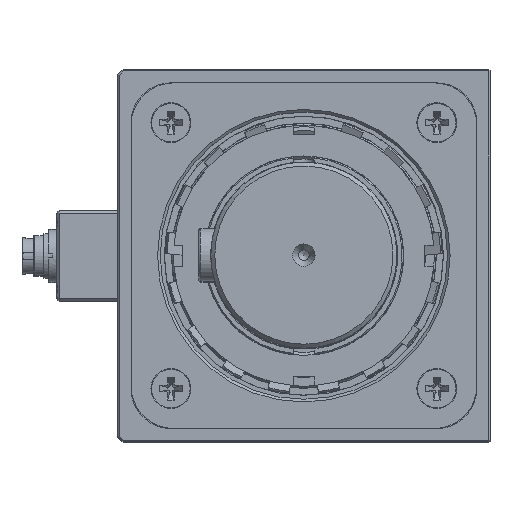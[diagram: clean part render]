
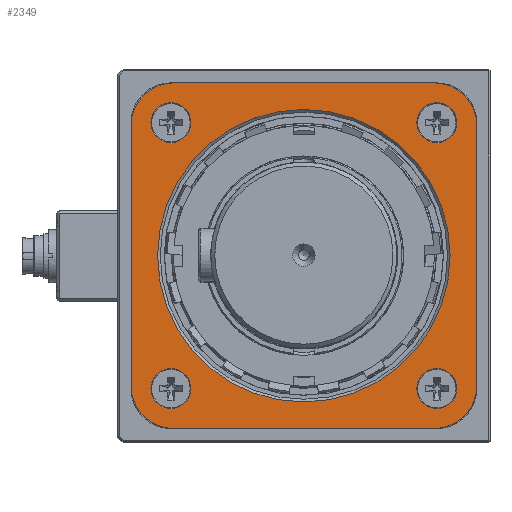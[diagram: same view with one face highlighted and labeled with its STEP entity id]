
A CAD part, top view. The second image highlights one B-rep face of the part: STEP entity #2349.
In plain terms, the highlighted planar face has unit normal (0, 0, 1).
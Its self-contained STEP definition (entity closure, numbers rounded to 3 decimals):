
#2349 = ADVANCED_FACE( '', ( #5080, #5081, #5082, #5083, #5084, #5085 ), #5086, .T. );
#5080 = FACE_BOUND( '', #8955, .T. );
#5081 = FACE_BOUND( '', #8956, .T. );
#5082 = FACE_BOUND( '', #8957, .T. );
#5083 = FACE_BOUND( '', #8958, .T. );
#5084 = FACE_BOUND( '', #8959, .T. );
#5085 = FACE_OUTER_BOUND( '', #8960, .T. );
#5086 = PLANE( '', #8961 );
#8955 = EDGE_LOOP( '', ( #14166 ) );
#8956 = EDGE_LOOP( '', ( #14167 ) );
#8957 = EDGE_LOOP( '', ( #14168 ) );
#8958 = EDGE_LOOP( '', ( #14169 ) );
#8959 = EDGE_LOOP( '', ( #14170 ) );
#8960 = EDGE_LOOP( '', ( #14171, #14172, #14173, #14174, #14175, #14176, #14177, #14178 ) );
#8961 = AXIS2_PLACEMENT_3D( '', #14179, #14180, #14181 );
#14166 = ORIENTED_EDGE( '', *, *, #21780, .T. );
#14167 = ORIENTED_EDGE( '', *, *, #21781, .T. );
#14168 = ORIENTED_EDGE( '', *, *, #21782, .T. );
#14169 = ORIENTED_EDGE( '', *, *, #21783, .T. );
#14170 = ORIENTED_EDGE( '', *, *, #21020, .T. );
#14171 = ORIENTED_EDGE( '', *, *, #21784, .T. );
#14172 = ORIENTED_EDGE( '', *, *, #21721, .T. );
#14173 = ORIENTED_EDGE( '', *, *, #20996, .T. );
#14174 = ORIENTED_EDGE( '', *, *, #21565, .T. );
#14175 = ORIENTED_EDGE( '', *, *, #21785, .T. );
#14176 = ORIENTED_EDGE( '', *, *, #21786, .T. );
#14177 = ORIENTED_EDGE( '', *, *, #21638, .T. );
#14178 = ORIENTED_EDGE( '', *, *, #21627, .T. );
#14179 = CARTESIAN_POINT( '', ( -65., -65., 11.5 ) );
#14180 = DIRECTION( '', ( 0., 0., 1. ) );
#14181 = DIRECTION( '', ( 1., 0., 0. ) );
#20996 = EDGE_CURVE( '', #24657, #24658, #24659, .T. );
#21020 = EDGE_CURVE( '', #24697, #24697, #24698, .T. );
#21565 = EDGE_CURVE( '', #24658, #25594, #25595, .T. );
#21627 = EDGE_CURVE( '', #25690, #25691, #25692, .T. );
#21638 = EDGE_CURVE( '', #25707, #25690, #25708, .T. );
#21721 = EDGE_CURVE( '', #25832, #24657, #25833, .T. );
#21780 = EDGE_CURVE( '', #25926, #25926, #25927, .F. );
#21781 = EDGE_CURVE( '', #25928, #25928, #25929, .T. );
#21782 = EDGE_CURVE( '', #25930, #25930, #25931, .T. );
#21783 = EDGE_CURVE( '', #25932, #25932, #25933, .T. );
#21784 = EDGE_CURVE( '', #25691, #25832, #25934, .T. );
#21785 = EDGE_CURVE( '', #25594, #25935, #25936, .T. );
#21786 = EDGE_CURVE( '', #25935, #25707, #25937, .T. );
#24657 = VERTEX_POINT( '', #29910 );
#24658 = VERTEX_POINT( '', #29911 );
#24659 = LINE( '', #29912, #29913 );
#24697 = VERTEX_POINT( '', #30018 );
#24698 = CIRCLE( '', #30019, 7.5 );
#25594 = VERTEX_POINT( '', #31524 );
#25595 = CIRCLE( '', #31525, 16. );
#25690 = VERTEX_POINT( '', #31659 );
#25691 = VERTEX_POINT( '', #31660 );
#25692 = CIRCLE( '', #31661, 16. );
#25707 = VERTEX_POINT( '', #31684 );
#25708 = LINE( '', #31685, #31686 );
#25832 = VERTEX_POINT( '', #31856 );
#25833 = CIRCLE( '', #31857, 16. );
#25926 = VERTEX_POINT( '', #31976 );
#25927 = CIRCLE( '', #31977, 55. );
#25928 = VERTEX_POINT( '', #31978 );
#25929 = CIRCLE( '', #31979, 7.5 );
#25930 = VERTEX_POINT( '', #31980 );
#25931 = CIRCLE( '', #31981, 7.5 );
#25932 = VERTEX_POINT( '', #31982 );
#25933 = CIRCLE( '', #31983, 7.5 );
#25934 = LINE( '', #31984, #31985 );
#25935 = VERTEX_POINT( '', #31986 );
#25936 = LINE( '', #31987, #31988 );
#25937 = CIRCLE( '', #31989, 16. );
#29910 = CARTESIAN_POINT( '', ( -49., -65., 11.5 ) );
#29911 = CARTESIAN_POINT( '', ( 49., -65., 11.5 ) );
#29912 = CARTESIAN_POINT( '', ( -65., -65., 11.5 ) );
#29913 = VECTOR( '', #36737, 1000. );
#30018 = CARTESIAN_POINT( '', ( -50., 57.5, 11.5 ) );
#30019 = AXIS2_PLACEMENT_3D( '', #36767, #36768, #36769 );
#31524 = CARTESIAN_POINT( '', ( 65., -49., 11.5 ) );
#31525 = AXIS2_PLACEMENT_3D( '', #37444, #37445, #37446 );
#31659 = CARTESIAN_POINT( '', ( -49., 65., 11.5 ) );
#31660 = CARTESIAN_POINT( '', ( -65., 49., 11.5 ) );
#31661 = AXIS2_PLACEMENT_3D( '', #37520, #37521, #37522 );
#31684 = CARTESIAN_POINT( '', ( 49., 65., 11.5 ) );
#31685 = CARTESIAN_POINT( '', ( 65., 65., 11.5 ) );
#31686 = VECTOR( '', #37534, 1000. );
#31856 = CARTESIAN_POINT( '', ( -65., -49., 11.5 ) );
#31857 = AXIS2_PLACEMENT_3D( '', #37635, #37636, #37637 );
#31976 = CARTESIAN_POINT( '', ( 55., 0., 11.5 ) );
#31977 = AXIS2_PLACEMENT_3D( '', #37718, #37719, #37720 );
#31978 = CARTESIAN_POINT( '', ( -57.5, -50., 11.5 ) );
#31979 = AXIS2_PLACEMENT_3D( '', #37721, #37722, #37723 );
#31980 = CARTESIAN_POINT( '', ( 50., -57.5, 11.5 ) );
#31981 = AXIS2_PLACEMENT_3D( '', #37724, #37725, #37726 );
#31982 = CARTESIAN_POINT( '', ( 57.5, 50., 11.5 ) );
#31983 = AXIS2_PLACEMENT_3D( '', #37727, #37728, #37729 );
#31984 = CARTESIAN_POINT( '', ( -65., 65., 11.5 ) );
#31985 = VECTOR( '', #37730, 1000. );
#31986 = CARTESIAN_POINT( '', ( 65., 49., 11.5 ) );
#31987 = CARTESIAN_POINT( '', ( 65., -65., 11.5 ) );
#31988 = VECTOR( '', #37731, 1000. );
#31989 = AXIS2_PLACEMENT_3D( '', #37732, #37733, #37734 );
#36737 = DIRECTION( '', ( 1., 0., 0. ) );
#36767 = CARTESIAN_POINT( '', ( -50., 50., 11.5 ) );
#36768 = DIRECTION( '', ( 0., 0., -1. ) );
#36769 = DIRECTION( '', ( 0., 1., 0. ) );
#37444 = CARTESIAN_POINT( '', ( 49., -49., 11.5 ) );
#37445 = DIRECTION( '', ( 0., 0., 1. ) );
#37446 = DIRECTION( '', ( 1., 0., 0. ) );
#37520 = CARTESIAN_POINT( '', ( -49., 49., 11.5 ) );
#37521 = DIRECTION( '', ( 0., 0., 1. ) );
#37522 = DIRECTION( '', ( 1., 0., 0. ) );
#37534 = DIRECTION( '', ( -1., 0., 0. ) );
#37635 = CARTESIAN_POINT( '', ( -49., -49., 11.5 ) );
#37636 = DIRECTION( '', ( 0., 0., 1. ) );
#37637 = DIRECTION( '', ( 1., 0., 0. ) );
#37718 = CARTESIAN_POINT( '', ( 0., 0., 11.5 ) );
#37719 = DIRECTION( '', ( 0., 0., 1. ) );
#37720 = DIRECTION( '', ( 1., 0., 0. ) );
#37721 = CARTESIAN_POINT( '', ( -50., -50., 11.5 ) );
#37722 = DIRECTION( '', ( 0., 0., -1. ) );
#37723 = DIRECTION( '', ( -1., 0., 0. ) );
#37724 = CARTESIAN_POINT( '', ( 50., -50., 11.5 ) );
#37725 = DIRECTION( '', ( 0., 0., -1. ) );
#37726 = DIRECTION( '', ( 0., -1., 0. ) );
#37727 = CARTESIAN_POINT( '', ( 50., 50., 11.5 ) );
#37728 = DIRECTION( '', ( 0., 0., -1. ) );
#37729 = DIRECTION( '', ( 1., 0., 0. ) );
#37730 = DIRECTION( '', ( 0., -1., 0. ) );
#37731 = DIRECTION( '', ( 0., 1., 0. ) );
#37732 = CARTESIAN_POINT( '', ( 49., 49., 11.5 ) );
#37733 = DIRECTION( '', ( 0., 0., 1. ) );
#37734 = DIRECTION( '', ( 1., 0., 0. ) );
